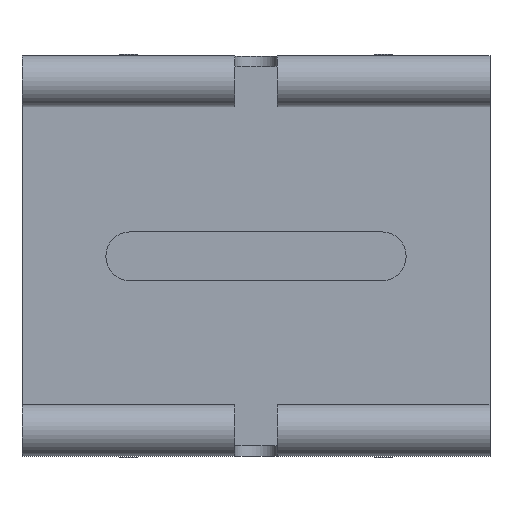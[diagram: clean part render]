
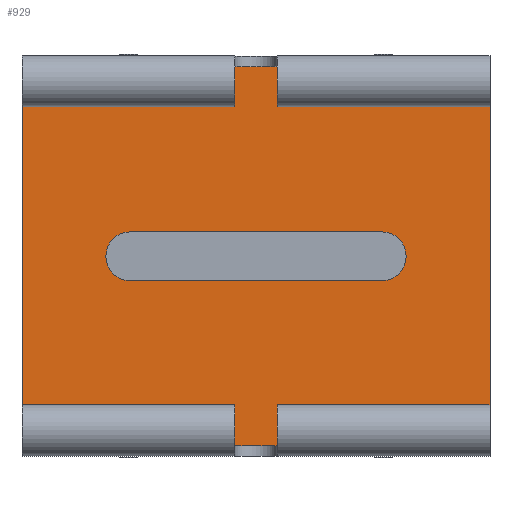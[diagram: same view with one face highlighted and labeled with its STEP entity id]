
A CAD part, top view. The second image highlights one B-rep face of the part: STEP entity #929.
In plain terms, the highlighted planar face has unit normal (0, 0, 1).
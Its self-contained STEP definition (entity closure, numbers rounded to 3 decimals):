
#69=FACE_OUTER_BOUND('',#115,.T.);
#115=EDGE_LOOP('',(#722,#723,#724,#725));
#226=LINE('',#1424,#324);
#231=LINE('',#1436,#329);
#242=LINE('',#1461,#340);
#250=LINE('',#1477,#348);
#324=VECTOR('',#1122,1.);
#329=VECTOR('',#1131,1.);
#340=VECTOR('',#1152,1.);
#348=VECTOR('',#1166,1.);
#427=VERTEX_POINT('',#1421);
#428=VERTEX_POINT('',#1423);
#432=VERTEX_POINT('',#1433);
#442=VERTEX_POINT('',#1460);
#539=EDGE_CURVE('',#427,#428,#226,.T.);
#545=EDGE_CURVE('',#432,#427,#231,.T.);
#559=EDGE_CURVE('',#428,#442,#242,.T.);
#568=EDGE_CURVE('',#442,#432,#250,.T.);
#722=ORIENTED_EDGE('',*,*,#539,.F.);
#723=ORIENTED_EDGE('',*,*,#545,.F.);
#724=ORIENTED_EDGE('',*,*,#568,.F.);
#725=ORIENTED_EDGE('',*,*,#559,.F.);
#895=PLANE('',#991);
#929=ADVANCED_FACE('',(#69),#895,.T.);
#991=AXIS2_PLACEMENT_3D('',#1476,#1164,#1165);
#1122=DIRECTION('',(0.,1.,0.));
#1131=DIRECTION('',(-1.,0.,0.));
#1152=DIRECTION('',(1.,0.,0.));
#1164=DIRECTION('center_axis',(0.,0.,1.));
#1165=DIRECTION('ref_axis',(0.,1.,0.));
#1166=DIRECTION('',(0.,-1.,0.));
#1421=CARTESIAN_POINT('',(-7.629,15.834,1.5));
#1423=CARTESIAN_POINT('',(-7.629,70.134,1.5));
#1424=CARTESIAN_POINT('',(-7.629,55.809,1.5));
#1433=CARTESIAN_POINT('',(59.371,15.834,1.5));
#1436=CARTESIAN_POINT('',(25.871,15.834,1.5));
#1460=CARTESIAN_POINT('',(59.371,70.134,1.5));
#1461=CARTESIAN_POINT('',(-7.629,70.134,1.5));
#1476=CARTESIAN_POINT('Origin',(-7.629,42.984,1.5));
#1477=CARTESIAN_POINT('',(59.371,55.809,1.5));
